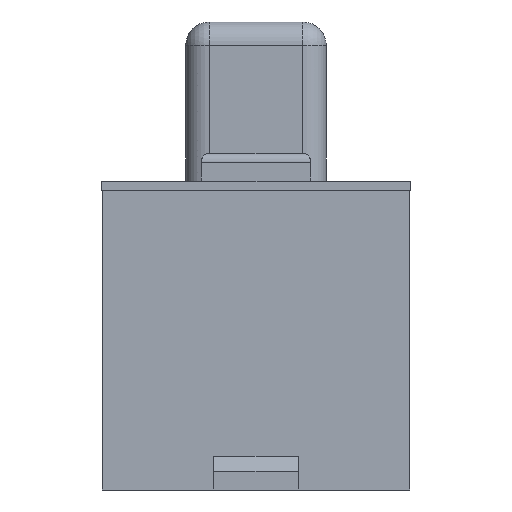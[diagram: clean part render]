
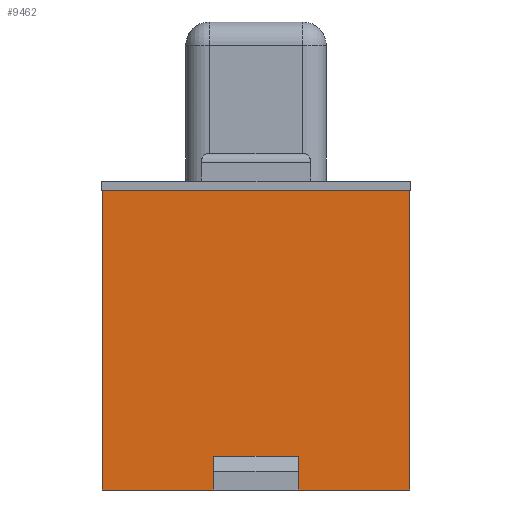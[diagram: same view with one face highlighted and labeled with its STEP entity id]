
A CAD part, left-side view. The second image highlights one B-rep face of the part: STEP entity #9462.
In plain terms, the highlighted planar face has unit normal (-1, 0, 0).
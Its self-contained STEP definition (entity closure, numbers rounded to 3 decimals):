
#220 = ORIENTED_EDGE ( 'NONE', *, *, #1630, .F. ) ;
#370 = CARTESIAN_POINT ( 'NONE',  ( -2.99, 0.45, -2.942 ) ) ;
#628 = VERTEX_POINT ( 'NONE', #9752 ) ;
#927 = CARTESIAN_POINT ( 'NONE',  ( -2.99, -1.64, -0.1 ) ) ;
#1046 = DIRECTION ( 'NONE',  ( 0., 0., 1. ) ) ;
#1194 = LINE ( 'NONE', #9293, #7836 ) ;
#1212 = VECTOR ( 'NONE', #1046, 1000. ) ;
#1265 = DIRECTION ( 'NONE',  ( 0., 0., 1. ) ) ;
#1451 = ORIENTED_EDGE ( 'NONE', *, *, #7872, .F. ) ;
#1500 = EDGE_CURVE ( 'NONE', #7759, #628, #6521, .T. ) ;
#1630 = EDGE_CURVE ( 'NONE', #13064, #2337, #3603, .T. ) ;
#1996 = VECTOR ( 'NONE', #1265, 1000. ) ;
#2337 = VERTEX_POINT ( 'NONE', #6198 ) ;
#2459 = EDGE_CURVE ( 'NONE', #10549, #2337, #4322, .T. ) ;
#2488 = DIRECTION ( 'NONE',  ( 0., -1., 0. ) ) ;
#3220 = DIRECTION ( 'NONE',  ( 0., 1., 0. ) ) ;
#3505 = ORIENTED_EDGE ( 'NONE', *, *, #6169, .F. ) ;
#3603 = LINE ( 'NONE', #6802, #8083 ) ;
#4322 = LINE ( 'NONE', #8754, #6073 ) ;
#4329 = AXIS2_PLACEMENT_3D ( 'NONE', #7834, #4498, #9975 ) ;
#4357 = CARTESIAN_POINT ( 'NONE',  ( -2.99, -0.45, -3.142 ) ) ;
#4376 = CARTESIAN_POINT ( 'NONE',  ( -2.99, -0.45, -3.142 ) ) ;
#4444 = CARTESIAN_POINT ( 'NONE',  ( -2.99, -1.64, -3.3 ) ) ;
#4498 = DIRECTION ( 'NONE',  ( 1., 0., 0. ) ) ;
#4510 = LINE ( 'NONE', #4444, #13898 ) ;
#4697 = DIRECTION ( 'NONE',  ( 0., 0., 1. ) ) ;
#4780 = EDGE_CURVE ( 'NONE', #6484, #10549, #12541, .T. ) ;
#5357 = DIRECTION ( 'NONE',  ( 0., -1., 0. ) ) ;
#5509 = PLANE ( 'NONE',  #4329 ) ;
#5596 = ORIENTED_EDGE ( 'NONE', *, *, #5876, .F. ) ;
#5795 = EDGE_LOOP ( 'NONE', ( #12277, #220, #5596, #12896 ) ) ;
#5855 = LINE ( 'NONE', #4357, #1212 ) ;
#5876 = EDGE_CURVE ( 'NONE', #6484, #13064, #4510, .T. ) ;
#6073 = VECTOR ( 'NONE', #3220, 1000. ) ;
#6110 = ORIENTED_EDGE ( 'NONE', *, *, #1500, .T. ) ;
#6169 = EDGE_CURVE ( 'NONE', #14339, #8387, #1194, .T. ) ;
#6198 = CARTESIAN_POINT ( 'NONE',  ( -2.99, 1.64, -0.1 ) ) ;
#6484 = VERTEX_POINT ( 'NONE', #7235 ) ;
#6521 = LINE ( 'NONE', #14290, #7908 ) ;
#6802 = CARTESIAN_POINT ( 'NONE',  ( -2.99, 1.64, -3.3 ) ) ;
#7235 = CARTESIAN_POINT ( 'NONE',  ( -2.99, -1.64, -3.3 ) ) ;
#7759 = VERTEX_POINT ( 'NONE', #370 ) ;
#7834 = CARTESIAN_POINT ( 'NONE',  ( -2.99, -1.64, -3.3 ) ) ;
#7836 = VECTOR ( 'NONE', #2488, 1000. ) ;
#7872 = EDGE_CURVE ( 'NONE', #8387, #628, #5855, .T. ) ;
#7908 = VECTOR ( 'NONE', #5357, 1000. ) ;
#8083 = VECTOR ( 'NONE', #11185, 1000. ) ;
#8387 = VERTEX_POINT ( 'NONE', #4376 ) ;
#8719 = CARTESIAN_POINT ( 'NONE',  ( -2.99, 0.45, -3.142 ) ) ;
#8754 = CARTESIAN_POINT ( 'NONE',  ( -2.99, -1.64, -0.1 ) ) ;
#8805 = EDGE_LOOP ( 'NONE', ( #3505, #9470, #6110, #1451 ) ) ;
#9293 = CARTESIAN_POINT ( 'NONE',  ( -2.99, 0.45, -3.142 ) ) ;
#9462 = ADVANCED_FACE ( 'NONE', ( #10040, #12231 ), #5509, .F. ) ;
#9470 = ORIENTED_EDGE ( 'NONE', *, *, #11600, .T. ) ;
#9752 = CARTESIAN_POINT ( 'NONE',  ( -2.99, -0.45, -2.942 ) ) ;
#9919 = VECTOR ( 'NONE', #4697, 1000. ) ;
#9975 = DIRECTION ( 'NONE',  ( 0., 0., -1. ) ) ;
#10040 = FACE_BOUND ( 'NONE', #8805, .T. ) ;
#10549 = VERTEX_POINT ( 'NONE', #927 ) ;
#11185 = DIRECTION ( 'NONE',  ( 0., 0., 1. ) ) ;
#11530 = CARTESIAN_POINT ( 'NONE',  ( -2.99, 1.64, -3.3 ) ) ;
#11600 = EDGE_CURVE ( 'NONE', #14339, #7759, #12315, .T. ) ;
#12231 = FACE_OUTER_BOUND ( 'NONE', #5795, .T. ) ;
#12277 = ORIENTED_EDGE ( 'NONE', *, *, #2459, .T. ) ;
#12315 = LINE ( 'NONE', #8719, #1996 ) ;
#12316 = CARTESIAN_POINT ( 'NONE',  ( -2.99, -1.64, -3.3 ) ) ;
#12541 = LINE ( 'NONE', #12316, #9919 ) ;
#12896 = ORIENTED_EDGE ( 'NONE', *, *, #4780, .T. ) ;
#13064 = VERTEX_POINT ( 'NONE', #11530 ) ;
#13367 = DIRECTION ( 'NONE',  ( 0., 1., 0. ) ) ;
#13898 = VECTOR ( 'NONE', #13367, 1000. ) ;
#14290 = CARTESIAN_POINT ( 'NONE',  ( -2.99, 0.45, -2.942 ) ) ;
#14339 = VERTEX_POINT ( 'NONE', #14476 ) ;
#14476 = CARTESIAN_POINT ( 'NONE',  ( -2.99, 0.45, -3.142 ) ) ;
